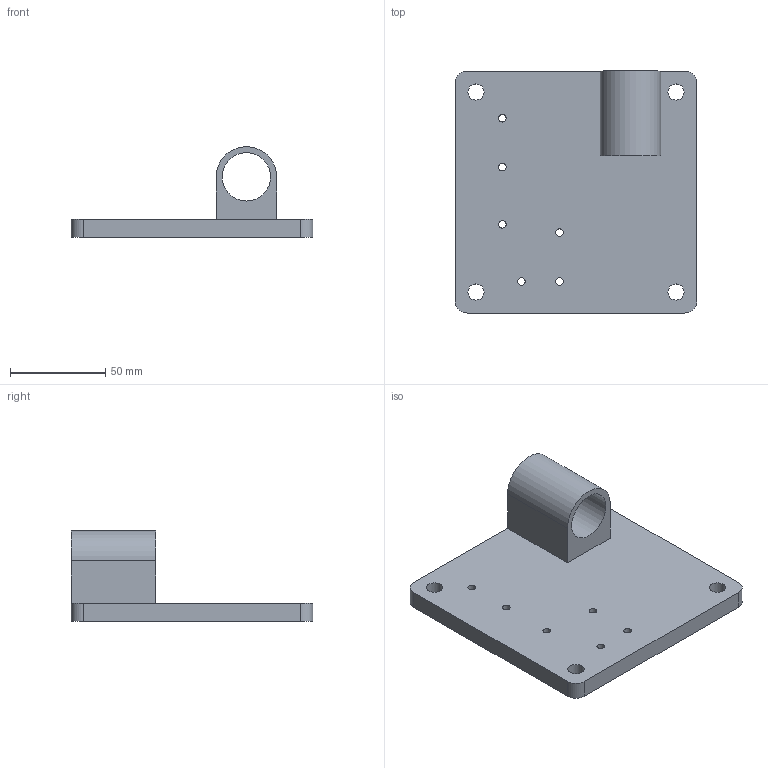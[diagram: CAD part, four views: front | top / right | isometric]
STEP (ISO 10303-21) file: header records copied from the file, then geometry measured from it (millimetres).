
FILE_DESCRIPTION(/* description */ ('SAFETY PIN MOUNTING'),/* implementation_level */ '2;1');
FILE_NAME(/* name */ 'ASC0011.stp',/* time_stamp */ '2020-09-23T16:16:16-04:00',/* author */ ('E&E CP'),/* organization */ (''),/* preprocessor_version */ 'ST-DEVELOPER v17',/* originating_system */ 'Autodesk Inventor 2018',/* authorisation */ '');
FILE_SCHEMA (('AUTOMOTIVE_DESIGN { 1 0 10303 214 3 1 1 }'));
Length unit declared in the file: millimetre
Products named in the file (1): ASC0011
Bounding box: 127 x 127 x 47.62 mm (x, y, z)
Volume: 176886.6 mm3; surface area: 45568 mm2
Topology: 1 solids, 1 shells, 25 faces, 79 edges, 56 vertices
Faces by surface type: cylinder 16, plane 9
Full cylindrical faces by diameter (mm): 3.962 x6, 8.47 x4, 25.4 x1
Entity records: 992 total; most frequent: DIRECTION 173, CARTESIAN_POINT 161, ORIENTED_EDGE 158, EDGE_CURVE 79, AXIS2_PLACEMENT_3D 68, VERTEX_POINT 56, EDGE_LOOP 47, CIRCLE 42
